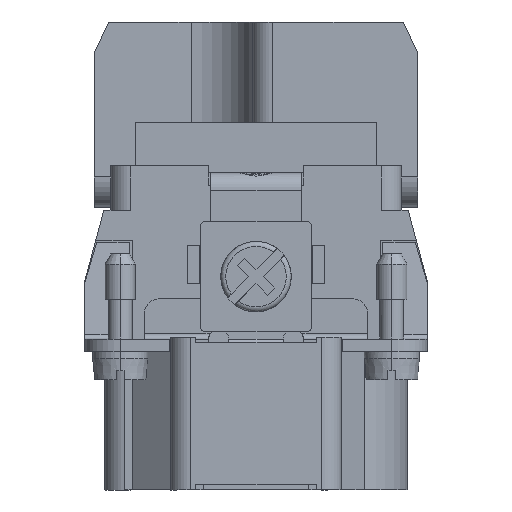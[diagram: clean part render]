
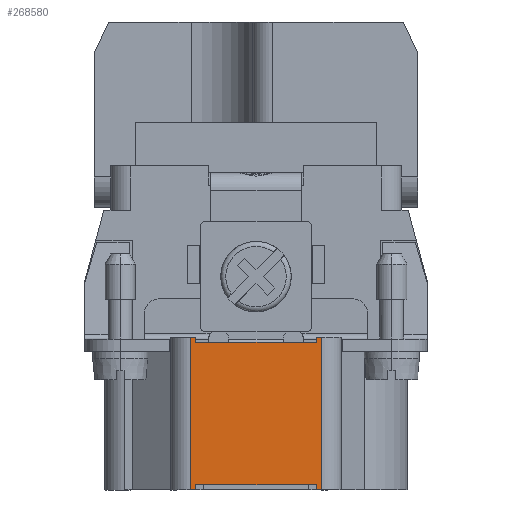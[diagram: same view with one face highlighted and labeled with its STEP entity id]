
A CAD part, left-side view. The second image highlights one B-rep face of the part: STEP entity #268580.
In plain terms, the highlighted planar face has unit normal (-1, 0, 0).
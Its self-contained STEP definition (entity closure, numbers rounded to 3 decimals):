
#54400=CARTESIAN_POINT('',(-7.886,43.702,
33.));
#54410=VERTEX_POINT('',#54400);
#54440=CARTESIAN_POINT('',(-7.886,67.202,
33.));
#54450=DIRECTION('',(0.,-1.,0.));
#54460=VECTOR('',#54450,1.);
#54470=LINE('',#54440,#54460);
#54480=CARTESIAN_POINT('',(-7.886,44.202,
33.));
#54490=VERTEX_POINT('',#54480);
#54500=EDGE_CURVE('',#54490,#54410,#54470,.T.);
#267520=CARTESIAN_POINT('',(-7.886,44.202,
18.3));
#267530=VERTEX_POINT('',#267520);
#267610=CARTESIAN_POINT('',(-7.886,56.202,
18.3));
#267620=VERTEX_POINT('',#267610);
#267650=CARTESIAN_POINT('',(-7.886,67.202,
18.3));
#267660=DIRECTION('',(0.,-1.,0.));
#267670=VECTOR('',#267660,1.);
#267680=LINE('',#267650,#267670);
#267690=EDGE_CURVE('',#267620,#267530,#267680,.T.);
#267810=CARTESIAN_POINT('',(-7.886,133.202,
0.));
#267820=DIRECTION('',(-1.,0.,0.));
#267830=DIRECTION('',(0.,1.,0.));
#267840=AXIS2_PLACEMENT_3D('',#267810,#267820,#267830);
#267850=PLANE('',#267840);
#267860=CARTESIAN_POINT('',(-7.886,67.202,
17.8));
#267870=DIRECTION('',(0.,1.,0.));
#267880=VECTOR('',#267870,1.);
#267890=LINE('',#267860,#267880);
#267900=CARTESIAN_POINT('',(-7.886,43.702,
17.8));
#267910=VERTEX_POINT('',#267900);
#267920=CARTESIAN_POINT('',(-7.886,44.202,
17.8));
#267930=VERTEX_POINT('',#267920);
#267940=EDGE_CURVE('',#267910,#267930,#267890,.T.);
#267950=ORIENTED_EDGE('',*,*,#267940,.F.);
#267960=CARTESIAN_POINT('',(-7.886,44.202,
6.6));
#267970=DIRECTION('',(0.,0.,1.));
#267980=VECTOR('',#267970,1.);
#267990=LINE('',#267960,#267980);
#268000=EDGE_CURVE('',#267930,#267530,#267990,.T.);
#268010=ORIENTED_EDGE('',*,*,#268000,.F.);
#268020=ORIENTED_EDGE('',*,*,#267690,.T.);
#268030=CARTESIAN_POINT('',(-7.886,56.202,
6.6));
#268040=DIRECTION('',(0.,0.,-1.));
#268050=VECTOR('',#268040,1.);
#268060=LINE('',#268030,#268050);
#268070=CARTESIAN_POINT('',(-7.886,56.202,
17.8));
#268080=VERTEX_POINT('',#268070);
#268090=EDGE_CURVE('',#267620,#268080,#268060,.T.);
#268100=ORIENTED_EDGE('',*,*,#268090,.F.);
#268110=CARTESIAN_POINT('',(-7.886,56.702,
17.8));
#268120=VERTEX_POINT('',#268110);
#268130=EDGE_CURVE('',#268080,#268120,#267890,.T.);
#268140=ORIENTED_EDGE('',*,*,#268130,.F.);
#268150=CARTESIAN_POINT('',(-7.886,56.702,
6.6));
#268160=DIRECTION('',(0.,0.,1.));
#268170=VECTOR('',#268160,1.);
#268180=LINE('',#268150,#268170);
#268190=CARTESIAN_POINT('',(-7.886,56.702,
33.));
#268200=VERTEX_POINT('',#268190);
#268210=EDGE_CURVE('',#268120,#268200,#268180,.T.);
#268220=ORIENTED_EDGE('',*,*,#268210,.F.);
#268230=CARTESIAN_POINT('',(-7.886,56.202,
33.));
#268240=VERTEX_POINT('',#268230);
#268250=EDGE_CURVE('',#268200,#268240,#54470,.T.);
#268260=ORIENTED_EDGE('',*,*,#268250,.F.);
#268270=CARTESIAN_POINT('',(-7.886,56.202,
6.6));
#268280=DIRECTION('',(0.,0.,-1.));
#268290=VECTOR('',#268280,1.);
#268300=LINE('',#268270,#268290);
#268310=CARTESIAN_POINT('',(-7.886,56.202,
32.5));
#268320=VERTEX_POINT('',#268310);
#268330=EDGE_CURVE('',#268240,#268320,#268300,.T.);
#268340=ORIENTED_EDGE('',*,*,#268330,.F.);
#268350=CARTESIAN_POINT('',(-7.886,67.202,
32.5));
#268360=DIRECTION('',(0.,-1.,0.));
#268370=VECTOR('',#268360,1.);
#268380=LINE('',#268350,#268370);
#268390=CARTESIAN_POINT('',(-7.886,44.202,
32.5));
#268400=VERTEX_POINT('',#268390);
#268410=EDGE_CURVE('',#268320,#268400,#268380,.T.);
#268420=ORIENTED_EDGE('',*,*,#268410,.F.);
#268430=CARTESIAN_POINT('',(-7.886,44.202,
6.6));
#268440=DIRECTION('',(0.,0.,1.));
#268450=VECTOR('',#268440,1.);
#268460=LINE('',#268430,#268450);
#268470=EDGE_CURVE('',#268400,#54490,#268460,.T.);
#268480=ORIENTED_EDGE('',*,*,#268470,.F.);
#268490=ORIENTED_EDGE('',*,*,#54500,.F.);
#268500=CARTESIAN_POINT('',(-7.886,43.702,
6.6));
#268510=DIRECTION('',(0.,0.,-1.));
#268520=VECTOR('',#268510,1.);
#268530=LINE('',#268500,#268520);
#268540=EDGE_CURVE('',#54410,#267910,#268530,.T.);
#268550=ORIENTED_EDGE('',*,*,#268540,.F.);
#268560=EDGE_LOOP('',(#268550,#268490,#268480,#268420,#268340,#268260,
#268220,#268140,#268100,#268020,#268010,#267950));
#268570=FACE_OUTER_BOUND('',#268560,.T.);
#268580=ADVANCED_FACE('',(#268570),#267850,.T.);
